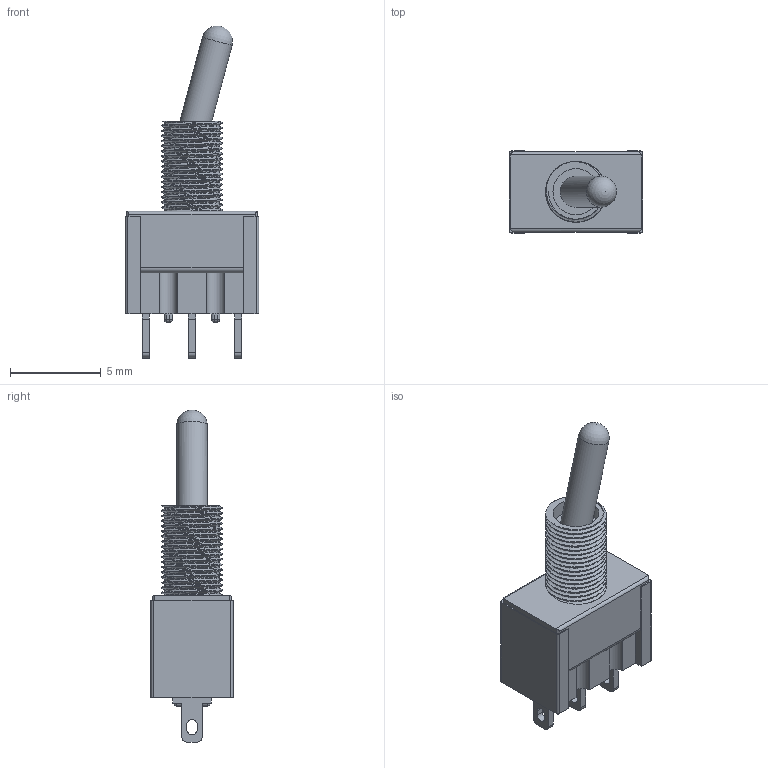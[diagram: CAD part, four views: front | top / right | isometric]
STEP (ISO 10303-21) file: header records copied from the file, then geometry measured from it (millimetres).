
FILE_DESCRIPTION(/* description */ (''),/* implementation_level */ '2;1');
FILE_NAME(/* name */ '',/* time_stamp */ '2024-10-20T15:00:19+09:00',/* author */ (''),/* organization */ (''),/* preprocessor_version */ 'ST-DEVELOPER v20',/* originating_system */ 'Autodesk Translation Framework v13.20.0.188',/* authorisation */ '');
FILE_SCHEMA (('AUTOMOTIVE_DESIGN { 1 0 10303 214 3 1 1 }'));
Length unit declared in the file: millimetre
Products named in the file (1): Kippschalter_3P
Bounding box: 7.34 x 4.52 x 18.27 mm (x, y, z)
Volume: 221.9 mm3; surface area: 351.8 mm2
Topology: 1 solids, 1 shells, 147 faces, 444 edges, 306 vertices
Faces by surface type: plane 75, cylinder 61, sphere 9, bspline 2
Full cylindrical faces by diameter (mm): 1.693 x1, 2.54 x1, 3.02 x16
Entity records: 17634 total; most frequent: CARTESIAN_POINT 13580, ORIENTED_EDGE 886, DIRECTION 731, EDGE_CURVE 443, VERTEX_POINT 306, LINE 253, VECTOR 253, AXIS2_PLACEMENT_3D 239
